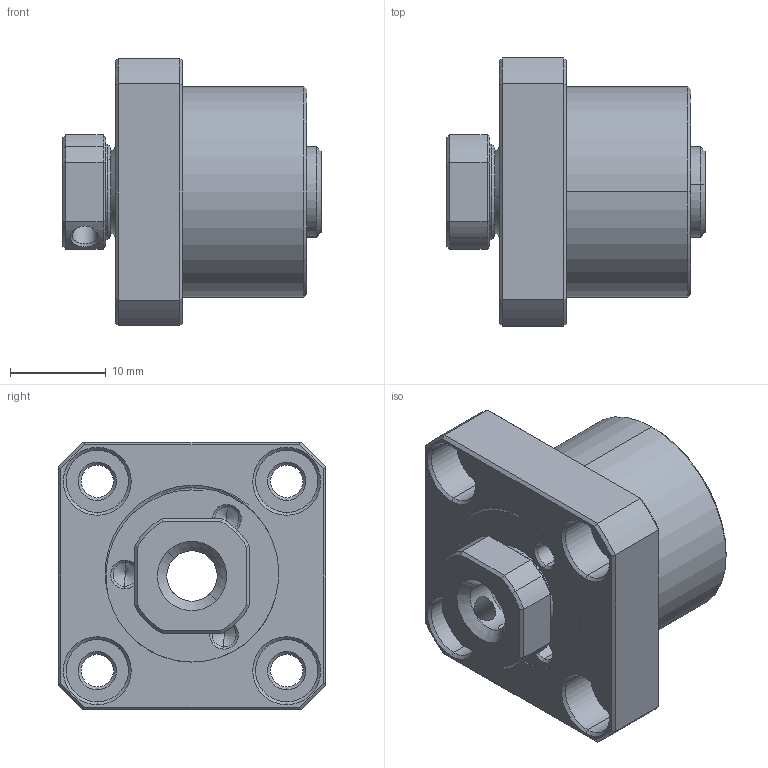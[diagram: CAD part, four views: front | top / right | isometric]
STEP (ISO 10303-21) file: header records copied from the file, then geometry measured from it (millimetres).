
FILE_DESCRIPTION (( 'STEP AP214' ), '1' );
FILE_NAME ('FKN06-Rollco.step', '2023-04-27T09:20:51', ( '' ), ( '' ), 'SwSTEP 2.0', 'SolidWorks 2010', '' );
FILE_SCHEMA (( 'AUTOMOTIVE_DESIGN' ));
Length unit declared in the file: millimetre
Products named in the file (7): FK06_1; 606; FK06_6; FKN06_5; EAFK06; FKN06_7; FKN06-Rollco
Assembly tree (8 placements, depth 2):
  FKN06-Rollco
    FKN06_5
    606  x2
    EAFK06  x2
    FK06_1
    FKN06_7
    FK06_6
Bounding box: 27 x 28 x 28 mm (x, y, z)
Volume: 8223.7 mm3; surface area: 9282.3 mm2
Topology: 10 solids, 10 shells, 314 faces, 689 edges, 401 vertices
Faces by surface type: cylinder 110, cone 80, bspline 68, plane 56
Entity records: 10153 total; most frequent: CARTESIAN_POINT 4326, DIRECTION 1168, ORIENTED_EDGE 1158, EDGE_CURVE 579, AXIS2_PLACEMENT_3D 487, VERTEX_POINT 343, EDGE_LOOP 300, FACE_OUTER_BOUND 262
